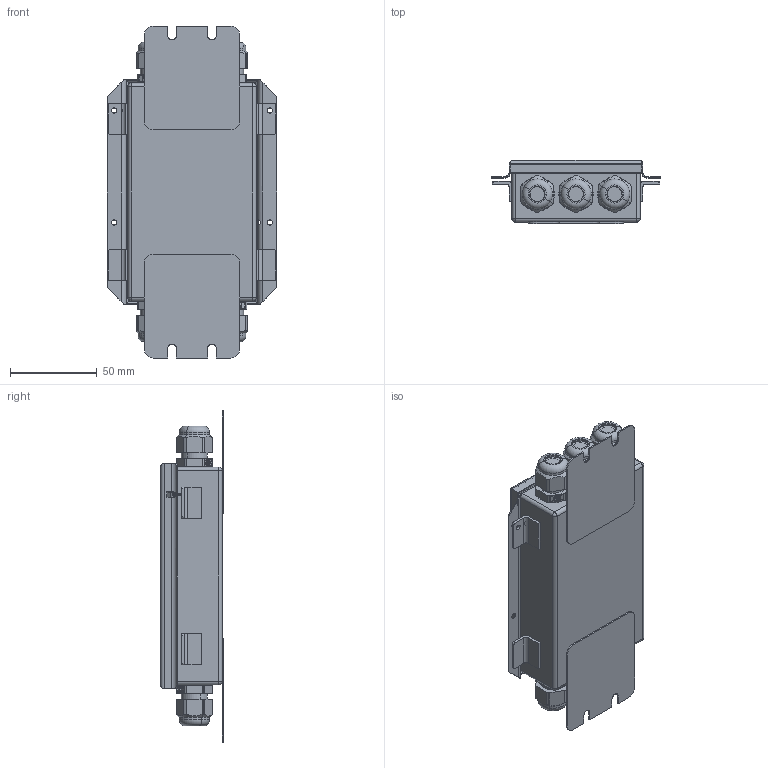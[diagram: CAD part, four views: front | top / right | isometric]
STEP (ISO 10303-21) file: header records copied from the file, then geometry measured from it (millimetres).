
FILE_DESCRIPTION (( 'STEP AP214' ), '1' );
FILE_NAME ('醜錟艚麃_MAIN.STEP', '2023-02-07T03:36:01', ( '' ), ( '' ), 'SwSTEP 2.0', 'SolidWorks 2020', '' );
FILE_SCHEMA (( 'AUTOMOTIVE_DESIGN' ));
Length unit declared in the file: millimetre
Products named in the file (8): Ïëàòà áàëàíñèðà; Ñàëüíèê PG9 äèàìåòð ïðîâîäíèêà 6-7ìì IP54 ÈÝÊ; Êðûøêà; terminal_blocks_a-tb500t202sb.stp; 扻豵鵨; 醜錟艚麃_MAIN; Trimpot_3296W.step
Assembly tree (28 placements, depth 3):
  醜錟艚麃_MAIN
    扻豵鵨
    Êðûøêà
    Ñàëüíèê PG9 äèàìåòð ïðîâîäíèêà 6-7ìì IP54 ÈÝÊ  x5
    Ïëàòà áàëàíñèðà
      Ïëàòà áàëàíñèðà
      terminal_blocks_a-tb500t202sb.stp  x15
      Trimpot_3296W.step  x4
Bounding box: 98 x 36.3 x 191.75 mm (x, y, z)
Volume: 102669.5 mm3; surface area: 173327.3 mm2
Topology: 56 solids, 56 shells, 3899 faces, 10349 edges, 6830 vertices
Faces by surface type: plane 2688, cylinder 804, bspline 252, cone 95, torus 36, sphere 24
Entity records: 38860 total; most frequent: CARTESIAN_POINT 13320, ORIENTED_EDGE 4362, DIRECTION 3917, EDGE_CURVE 2181, VERTEX_POINT 1414, VECTOR 1361, LINE 1361, AXIS2_PLACEMENT_3D 1278
